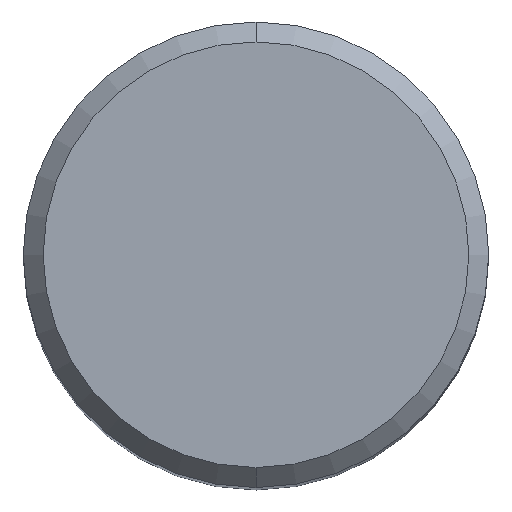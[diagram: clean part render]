
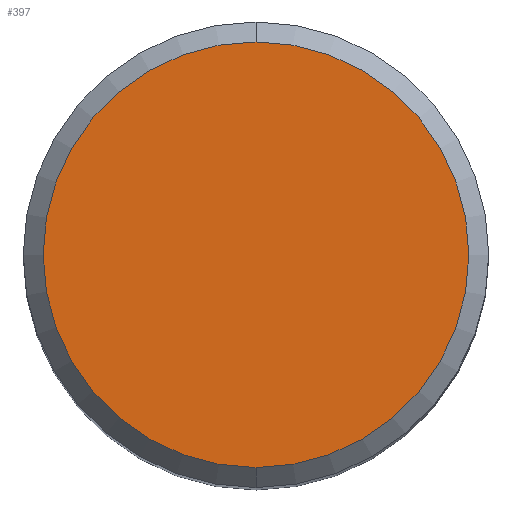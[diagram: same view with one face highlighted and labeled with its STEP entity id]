
A CAD part, top view. The second image highlights one B-rep face of the part: STEP entity #397.
In plain terms, the highlighted planar face has unit normal (0, 0, 1).
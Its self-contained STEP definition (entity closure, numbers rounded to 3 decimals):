
#213=EDGE_CURVE('',#371,#273,#510,.T.);
#273=VERTEX_POINT('',#575);
#371=VERTEX_POINT('',#683);
#383=EDGE_CURVE('',#273,#371,#696,.T.);
#397=ADVANCED_FACE('',(#712),#713,.T.);
#510=CIRCLE('',#883,6.4);
#575=CARTESIAN_POINT('',(0.,-6.4,0.0));
#683=CARTESIAN_POINT('',(0.0,6.4,0.0));
#696=CIRCLE('',#1329,6.4);
#712=FACE_OUTER_BOUND('',#1357,.T.);
#713=PLANE('',#1358);
#883=AXIS2_PLACEMENT_3D('',#1502,#1503,#1504);
#1329=AXIS2_PLACEMENT_3D('',#1712,#1713,#1714);
#1357=EDGE_LOOP('',(#1733,#1734));
#1358=AXIS2_PLACEMENT_3D('',#1735,#1736,#1737);
#1502=CARTESIAN_POINT('',(0.0,0.0,0.0));
#1503=DIRECTION('',(0.0,0.0,-1.0));
#1504=DIRECTION('',(0.0,1.0,0.0));
#1712=CARTESIAN_POINT('',(0.0,0.0,0.0));
#1713=DIRECTION('',(0.0,0.0,-1.0));
#1714=DIRECTION('',(0.0,1.0,0.0));
#1733=ORIENTED_EDGE('',*,*,#213,.F.);
#1734=ORIENTED_EDGE('',*,*,#383,.F.);
#1735=CARTESIAN_POINT('',(0.0,3.2,0.0));
#1736=DIRECTION('',(-0.0,0.0,1.0));
#1737=DIRECTION('',(0.0,-1.0,0.0));
